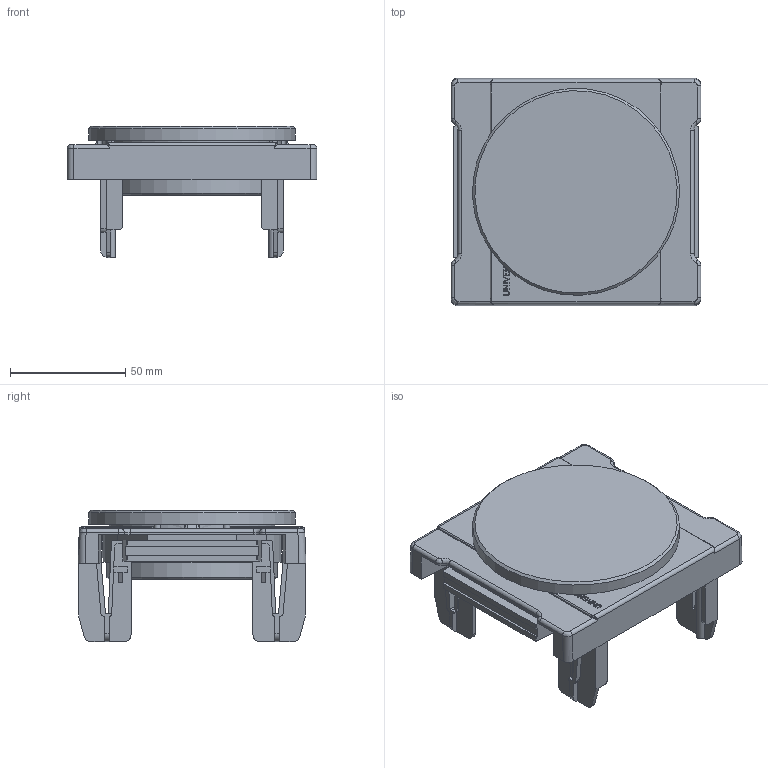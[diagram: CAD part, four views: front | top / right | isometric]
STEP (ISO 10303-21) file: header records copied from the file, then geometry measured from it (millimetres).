
FILE_DESCRIPTION(/* description */ ('Werkzeughaltereinsatz UNIVERSAL + Einsatz ø90x30 '),/* implementation_level */ '2;1');
FILE_NAME(/* name */ '6557-02.stp',/* time_stamp */ '2024-03-13T15:55:33+01:00',/* author */ ('marvin.friedrich'),/* organization */ (''),/* preprocessor_version */ 'ST-DEVELOPER v18.1',/* originating_system */ 'Autodesk Inventor 2022',/* authorisation */ '');
FILE_SCHEMA (('AUTOMOTIVE_DESIGN { 1 0 10303 214 3 1 1 }'));
Length unit declared in the file: millimetre
Products named in the file (3): 6557-02; 6555-05; 2019-00
Assembly tree (2 placements, depth 2):
  6557-02
    6555-05
    2019-00
Bounding box: 108.6 x 99 x 57 mm (x, y, z)
Volume: 188722.5 mm3; surface area: 64945 mm2
Topology: 2 solids, 2 shells, 551 faces, 1503 edges, 966 vertices
Faces by surface type: plane 350, cylinder 119, bspline 42, cone 26, torus 14
Full cylindrical faces by diameter (mm): 3 x1, 72 x1, 74 x1, 90 x1
Entity records: 18229 total; most frequent: CARTESIAN_POINT 4403, ORIENTED_EDGE 3006, DIRECTION 2685, EDGE_CURVE 1503, LINE 1017, VECTOR 1017, VERTEX_POINT 966, AXIS2_PLACEMENT_3D 834
